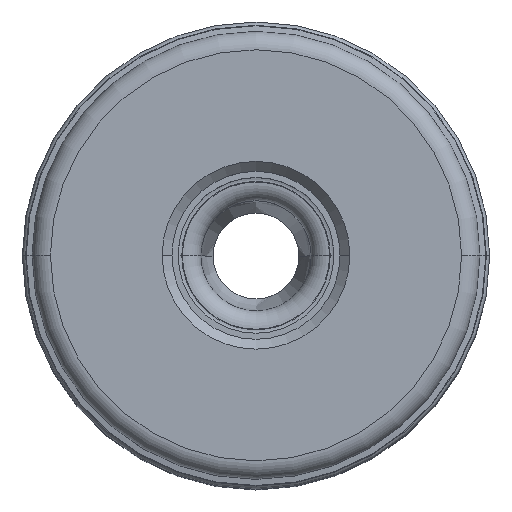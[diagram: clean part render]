
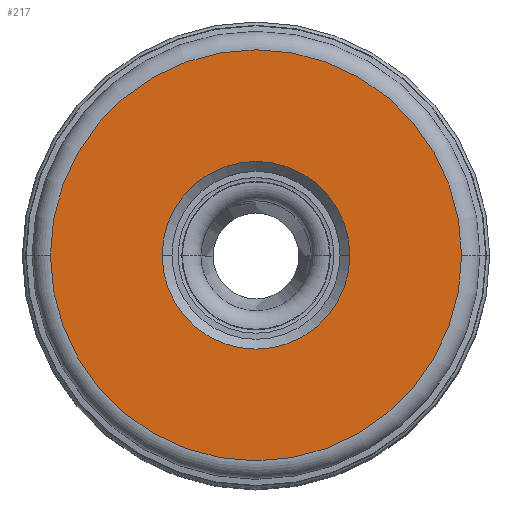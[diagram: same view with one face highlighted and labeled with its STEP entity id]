
A CAD part, top view. The second image highlights one B-rep face of the part: STEP entity #217.
In plain terms, the highlighted planar face has unit normal (0, 0, 1).
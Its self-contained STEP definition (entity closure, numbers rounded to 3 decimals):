
#28=PLANE('',#2081);
#34=FACE_BOUND('',#439,.T.);
#35=FACE_BOUND('',#440,.T.);
#217=ADVANCED_FACE('',(#34,#35),#28,.F.);
#439=EDGE_LOOP('',(#774,#775,#776,#777));
#440=EDGE_LOOP('',(#778,#779,#780,#781));
#774=ORIENTED_EDGE('',*,*,#1329,.F.);
#775=ORIENTED_EDGE('',*,*,#1328,.F.);
#776=ORIENTED_EDGE('',*,*,#1330,.F.);
#777=ORIENTED_EDGE('',*,*,#1331,.F.);
#778=ORIENTED_EDGE('',*,*,#1332,.F.);
#779=ORIENTED_EDGE('',*,*,#1333,.F.);
#780=ORIENTED_EDGE('',*,*,#1334,.F.);
#781=ORIENTED_EDGE('',*,*,#1335,.F.);
#1100=VERTEX_POINT('',#3913);
#1101=VERTEX_POINT('',#3915);
#1102=VERTEX_POINT('',#3917);
#1103=VERTEX_POINT('',#3921);
#1104=VERTEX_POINT('',#3924);
#1105=VERTEX_POINT('',#3925);
#1106=VERTEX_POINT('',#3927);
#1107=VERTEX_POINT('',#3929);
#1328=EDGE_CURVE('',#1101,#1102,#1603,.T.);
#1329=EDGE_CURVE('',#1102,#1100,#1604,.T.);
#1330=EDGE_CURVE('',#1103,#1101,#1605,.T.);
#1331=EDGE_CURVE('',#1100,#1103,#1606,.T.);
#1332=EDGE_CURVE('',#1104,#1105,#1607,.T.);
#1333=EDGE_CURVE('',#1106,#1104,#1608,.T.);
#1334=EDGE_CURVE('',#1107,#1106,#1609,.T.);
#1335=EDGE_CURVE('',#1105,#1107,#1610,.T.);
#1603=CIRCLE('',#2072,16.757);
#1604=CIRCLE('',#2073,16.757);
#1605=CIRCLE('',#2075,16.757);
#1606=CIRCLE('',#2076,16.757);
#1607=CIRCLE('',#2077,7.65);
#1608=CIRCLE('',#2078,7.65);
#1609=CIRCLE('',#2079,7.65);
#1610=CIRCLE('',#2080,7.65);
#2072=AXIS2_PLACEMENT_3D('',#3916,#2552,#2553);
#2073=AXIS2_PLACEMENT_3D('',#3918,#2554,#2555);
#2075=AXIS2_PLACEMENT_3D('',#3920,#2558,#2559);
#2076=AXIS2_PLACEMENT_3D('',#3922,#2560,#2561);
#2077=AXIS2_PLACEMENT_3D('',#3923,#2562,#2563);
#2078=AXIS2_PLACEMENT_3D('',#3926,#2564,#2565);
#2079=AXIS2_PLACEMENT_3D('',#3928,#2566,#2567);
#2080=AXIS2_PLACEMENT_3D('',#3930,#2568,#2569);
#2081=AXIS2_PLACEMENT_3D('',#3931,#2570,#2571);
#2552=DIRECTION('',(0.,0.,-1.));
#2553=DIRECTION('',(1.,0.,0.));
#2554=DIRECTION('',(0.,0.,-1.));
#2555=DIRECTION('',(1.,-0.001,0.));
#2558=DIRECTION('',(0.,0.,-1.));
#2559=DIRECTION('',(-1.,0.001,0.));
#2560=DIRECTION('',(0.,0.,-1.));
#2561=DIRECTION('',(-1.,0.,0.));
#2562=DIRECTION('',(0.,0.,1.));
#2563=DIRECTION('',(0.,-1.,0.));
#2564=DIRECTION('',(0.,0.,1.));
#2565=DIRECTION('',(-1.,0.,0.));
#2566=DIRECTION('',(0.,0.,1.));
#2567=DIRECTION('',(0.,1.,0.));
#2568=DIRECTION('',(0.,0.,1.));
#2569=DIRECTION('',(1.,0.,0.));
#2570=DIRECTION('',(0.,0.,-1.));
#2571=DIRECTION('',(-1.,0.,0.));
#3913=CARTESIAN_POINT('',(-16.757,0.,0.));
#3915=CARTESIAN_POINT('',(16.757,0.,0.));
#3916=CARTESIAN_POINT('',(0.,0.,0.));
#3917=CARTESIAN_POINT('',(16.756,-0.02,0.));
#3918=CARTESIAN_POINT('',(0.,0.,0.));
#3920=CARTESIAN_POINT('',(0.,0.,0.));
#3921=CARTESIAN_POINT('',(-16.756,0.02,0.));
#3922=CARTESIAN_POINT('',(0.,0.,0.));
#3923=CARTESIAN_POINT('',(0.,0.,0.));
#3924=CARTESIAN_POINT('',(0.,-7.65,0.));
#3925=CARTESIAN_POINT('',(7.65,0.,0.));
#3926=CARTESIAN_POINT('',(0.,0.,0.));
#3927=CARTESIAN_POINT('',(-7.65,0.,0.));
#3928=CARTESIAN_POINT('',(0.,0.,0.));
#3929=CARTESIAN_POINT('',(0.,7.65,0.));
#3930=CARTESIAN_POINT('',(0.,0.,0.));
#3931=CARTESIAN_POINT('',(0.,0.,0.));
